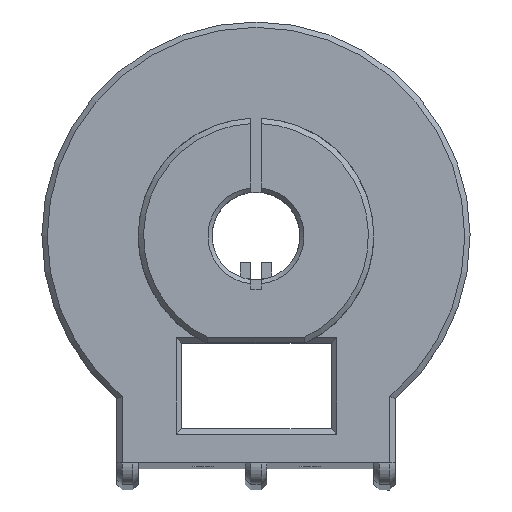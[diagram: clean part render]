
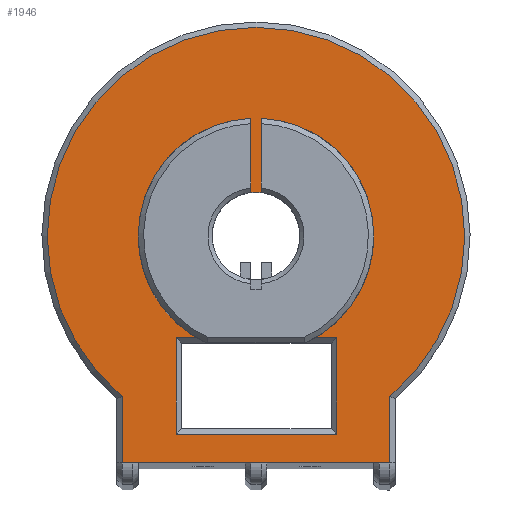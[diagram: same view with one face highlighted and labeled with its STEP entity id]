
A CAD part, top view. The second image highlights one B-rep face of the part: STEP entity #1946.
In plain terms, the highlighted face is planar.
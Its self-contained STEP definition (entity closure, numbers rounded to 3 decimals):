
#66=FACE_BOUND('',#320,.T.);
#107=CIRCLE('',#2096,19.5);
#108=CIRCLE('',#2106,11.);
#109=CIRCLE('',#2107,4.1);
#110=CIRCLE('',#2108,11.);
#206=FACE_OUTER_BOUND('',#319,.T.);
#319=EDGE_LOOP('',(#1552,#1553,#1554,#1555));
#320=EDGE_LOOP('',(#1556,#1557,#1558,#1559,#1560,#1561,#1562,#1563,#1564,
#1565));
#388=LINE('',#2802,#578);
#431=LINE('',#2905,#621);
#470=LINE('',#3022,#660);
#473=LINE('',#3030,#663);
#475=LINE('',#3034,#665);
#477=LINE('',#3037,#667);
#478=LINE('',#3040,#668);
#485=LINE('',#3075,#675);
#492=LINE('',#3109,#682);
#493=LINE('',#3113,#683);
#578=VECTOR('',#2211,10.);
#621=VECTOR('',#2302,10.);
#660=VECTOR('',#2425,10.);
#663=VECTOR('',#2432,10.);
#665=VECTOR('',#2436,10.);
#667=VECTOR('',#2440,10.);
#668=VECTOR('',#2443,10.);
#675=VECTOR('',#2466,10.);
#682=VECTOR('',#2511,6.919);
#683=VECTOR('',#2514,6.919);
#794=VERTEX_POINT('',#2799);
#795=VERTEX_POINT('',#2801);
#831=VERTEX_POINT('',#2904);
#863=VERTEX_POINT('',#3019);
#864=VERTEX_POINT('',#3021);
#866=VERTEX_POINT('',#3027);
#867=VERTEX_POINT('',#3029);
#868=VERTEX_POINT('',#3033);
#869=VERTEX_POINT('',#3039);
#877=VERTEX_POINT('',#3071);
#878=VERTEX_POINT('',#3106);
#879=VERTEX_POINT('',#3108);
#880=VERTEX_POINT('',#3110);
#881=VERTEX_POINT('',#3112);
#976=EDGE_CURVE('',#794,#795,#388,.T.);
#1029=EDGE_CURVE('',#795,#831,#431,.T.);
#1087=EDGE_CURVE('',#863,#864,#470,.T.);
#1091=EDGE_CURVE('',#866,#867,#473,.T.);
#1093=EDGE_CURVE('',#867,#868,#475,.T.);
#1095=EDGE_CURVE('',#868,#863,#477,.T.);
#1096=EDGE_CURVE('',#864,#869,#478,.T.);
#1110=EDGE_CURVE('',#877,#794,#485,.T.);
#1117=EDGE_CURVE('',#831,#877,#107,.T.);
#1122=EDGE_CURVE('',#866,#878,#108,.T.);
#1123=EDGE_CURVE('',#878,#879,#492,.T.);
#1124=EDGE_CURVE('',#879,#880,#109,.T.);
#1125=EDGE_CURVE('',#880,#881,#493,.T.);
#1126=EDGE_CURVE('',#881,#869,#110,.T.);
#1552=ORIENTED_EDGE('',*,*,#1117,.F.);
#1553=ORIENTED_EDGE('',*,*,#1029,.F.);
#1554=ORIENTED_EDGE('',*,*,#976,.F.);
#1555=ORIENTED_EDGE('',*,*,#1110,.F.);
#1556=ORIENTED_EDGE('',*,*,#1091,.F.);
#1557=ORIENTED_EDGE('',*,*,#1122,.T.);
#1558=ORIENTED_EDGE('',*,*,#1123,.T.);
#1559=ORIENTED_EDGE('',*,*,#1124,.T.);
#1560=ORIENTED_EDGE('',*,*,#1125,.T.);
#1561=ORIENTED_EDGE('',*,*,#1126,.T.);
#1562=ORIENTED_EDGE('',*,*,#1096,.F.);
#1563=ORIENTED_EDGE('',*,*,#1087,.F.);
#1564=ORIENTED_EDGE('',*,*,#1095,.F.);
#1565=ORIENTED_EDGE('',*,*,#1093,.F.);
#1850=PLANE('',#2105);
#1946=ADVANCED_FACE('',(#206,#66),#1850,.F.);
#2096=AXIS2_PLACEMENT_3D('',#3092,#2485,#2486);
#2105=AXIS2_PLACEMENT_3D('',#3105,#2507,#2508);
#2106=AXIS2_PLACEMENT_3D('',#3107,#2509,#2510);
#2107=AXIS2_PLACEMENT_3D('',#3111,#2512,#2513);
#2108=AXIS2_PLACEMENT_3D('',#3114,#2515,#2516);
#2211=DIRECTION('',(0.,0.,-1.));
#2302=DIRECTION('',(-1.,0.,0.));
#2425=DIRECTION('',(-1.,0.,0.));
#2432=DIRECTION('',(0.,0.,-1.));
#2436=DIRECTION('',(1.,0.,0.));
#2440=DIRECTION('',(0.,0.,1.));
#2443=DIRECTION('',(0.,0.,-1.));
#2466=DIRECTION('',(1.,0.,0.));
#2485=DIRECTION('center_axis',(0.,1.,0.));
#2486=DIRECTION('ref_axis',(-1.,0.,0.));
#2507=DIRECTION('center_axis',(0.,1.,0.));
#2508=DIRECTION('ref_axis',(0.,0.,1.));
#2509=DIRECTION('center_axis',(0.,1.,0.));
#2510=DIRECTION('ref_axis',(-0.999,0.,0.045));
#2511=DIRECTION('',(1.,0.,0.));
#2512=DIRECTION('center_axis',(0.,1.,0.));
#2513=DIRECTION('ref_axis',(0.,0.,1.));
#2514=DIRECTION('',(-1.,0.,0.));
#2515=DIRECTION('center_axis',(0.,1.,0.));
#2516=DIRECTION('ref_axis',(-0.999,0.,0.045));
#2799=CARTESIAN_POINT('',(21.18,-4.25,13.));
#2801=CARTESIAN_POINT('',(21.18,-4.25,-12.));
#2802=CARTESIAN_POINT('',(21.18,-4.25,0.5));
#2904=CARTESIAN_POINT('',(14.967,-4.25,-12.));
#2905=CARTESIAN_POINT('',(7.599,-4.25,-12.));
#3019=CARTESIAN_POINT('',(18.497,-4.25,8.028));
#3021=CARTESIAN_POINT('',(9.497,-4.25,8.028));
#3022=CARTESIAN_POINT('',(4.999,-4.25,8.028));
#3027=CARTESIAN_POINT('',(9.497,-4.25,-5.05));
#3029=CARTESIAN_POINT('',(9.497,-4.25,-6.972));
#3030=CARTESIAN_POINT('',(9.497,-4.25,-2.986));
#3033=CARTESIAN_POINT('',(18.497,-4.25,-6.972));
#3034=CARTESIAN_POINT('',(8.999,-4.25,-6.972));
#3037=CARTESIAN_POINT('',(18.497,-4.25,4.014));
#3039=CARTESIAN_POINT('',(9.497,-4.25,6.05));
#3040=CARTESIAN_POINT('',(9.497,-4.25,-2.986));
#3071=CARTESIAN_POINT('',(14.967,-4.25,13.));
#3075=CARTESIAN_POINT('',(11.,-4.25,13.));
#3092=CARTESIAN_POINT('Origin',(0.,-4.25,0.5));
#3105=CARTESIAN_POINT('Origin',(0.,-4.25,0.5));
#3106=CARTESIAN_POINT('',(-10.989,-4.25,0.));
#3107=CARTESIAN_POINT('Origin',(0.,-4.25,0.5));
#3108=CARTESIAN_POINT('',(-4.069,-4.25,0.));
#3109=CARTESIAN_POINT('',(-10.989,-4.25,0.));
#3110=CARTESIAN_POINT('',(-4.069,-4.25,1.));
#3111=CARTESIAN_POINT('Origin',(0.,-4.25,0.5));
#3112=CARTESIAN_POINT('',(-10.989,-4.25,1.));
#3113=CARTESIAN_POINT('',(-4.069,-4.25,1.));
#3114=CARTESIAN_POINT('Origin',(0.,-4.25,0.5));
